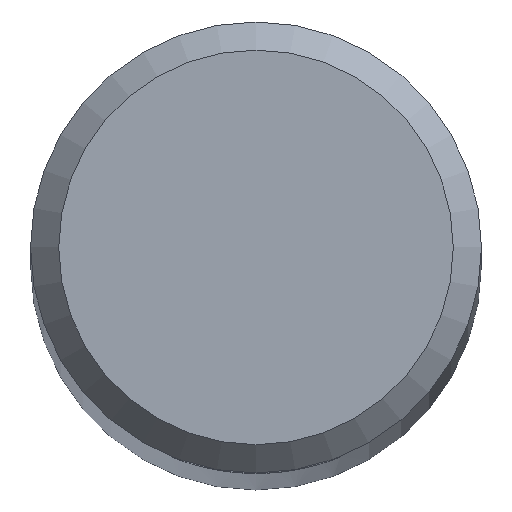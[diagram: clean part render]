
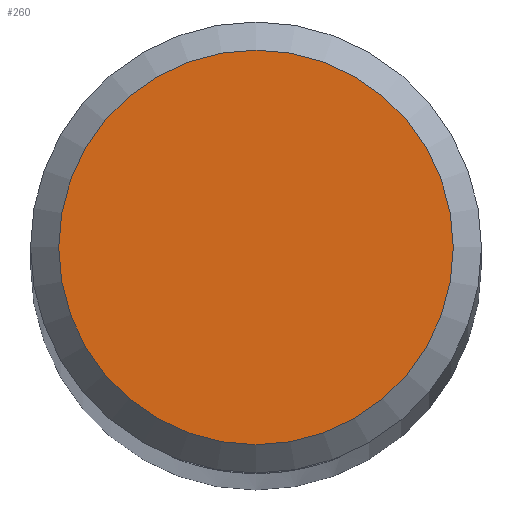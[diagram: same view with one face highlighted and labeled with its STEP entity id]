
A CAD part, top view. The second image highlights one B-rep face of the part: STEP entity #260.
In plain terms, the highlighted planar face has unit normal (0, 0, 1).
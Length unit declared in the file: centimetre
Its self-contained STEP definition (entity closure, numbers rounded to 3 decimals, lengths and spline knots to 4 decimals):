
#104=PLANE('',#278);
#123=VERTEX_POINT('',#301);
#140=CIRCLE('',#274,0.525);
#151=EDGE_CURVE('',#123,#123,#140,.T.);
#178=ORIENTED_EDGE('',*,*,#151,.F.);
#209=EDGE_LOOP('',(#178));
#237=FACE_BOUND('',#209,.T.);
#260=ADVANCED_FACE('',(#237),#104,.T.);
#274=AXIS2_PLACEMENT_3D('',#300,#548,#549);
#278=AXIS2_PLACEMENT_3D('',#517,#556,$);
#300=CARTESIAN_POINT('',(0.,0.,28.));
#301=CARTESIAN_POINT('',(0.525,0.,28.));
#517=CARTESIAN_POINT('',(0.,0.,28.));
#548=DIRECTION('',(0.,0.,-1.));
#549=DIRECTION('',(-0.525,0.,0.));
#556=DIRECTION('',(0.,0.,1.));
